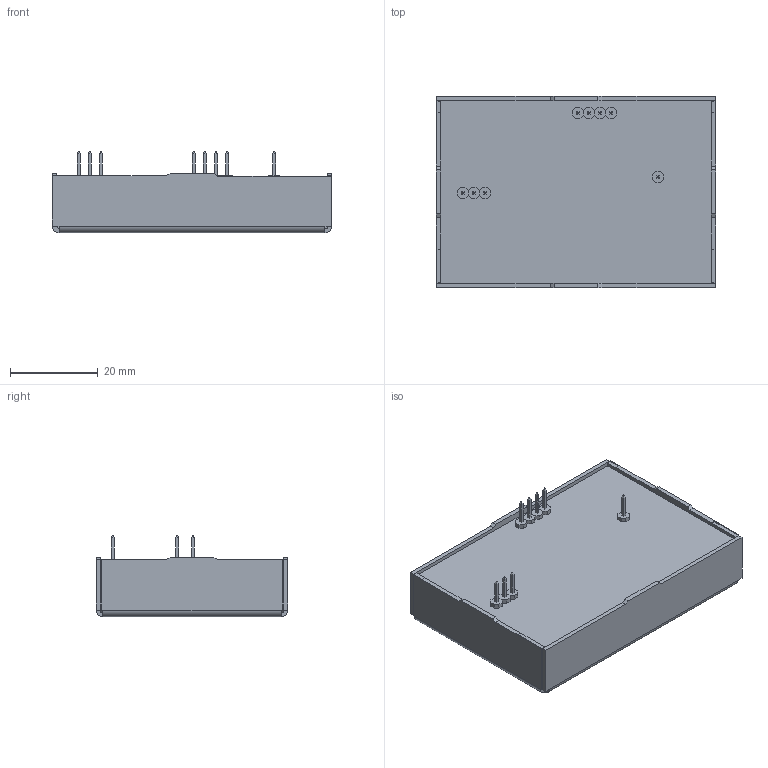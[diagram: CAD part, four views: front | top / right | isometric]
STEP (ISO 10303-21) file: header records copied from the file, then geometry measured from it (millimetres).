
FILE_DESCRIPTION(('FreeCAD Model'),'2;1');
FILE_NAME('Open CASCADE Shape Model','2025-10-02T09:42:12',(''),(''), 'Open CASCADE STEP processor 7.8','FreeCAD','Unknown');
FILE_SCHEMA(('AUTOMOTIVE_DESIGN { 1 0 10303 214 1 1 1 1 }'));
Length unit declared in the file: millimetre
Products named in the file (17): DA-SERIES; Tole_pliee; XZ-plane002; Potting; Connecteur_1; Pin_3; Pin_2; Pin_1; Connecteur_2; Pin_8; Connecteur_3; Pin_4; Pin_5; Pin_6; Pin_7; Tx_SDS_High_Voltage; Tx_DA_Series
Assembly tree (16 placements, depth 3):
  DA-SERIES
    Tole_pliee
    XZ-plane002
    Potting
    Connecteur_1
      Pin_3
      Pin_2
      Pin_1
    Connecteur_2
      Pin_8
    Connecteur_3
      Pin_4
      Pin_5
      Pin_6
      Pin_7
    Tx_SDS_High_Voltage
    Tx_DA_Series
Bounding box: 63.5 x 43.5 x 18.5 mm (x, y, z)
Volume: 33315.8 mm3; surface area: 18388.2 mm2
Topology: 10 solids, 34 shells, 261 faces, 1029 edges, 828 vertices
Faces by surface type: plane 220, bspline 32, cylinder 9
Entity records: 11237 total; most frequent: CARTESIAN_POINT 2941, ORIENTED_EDGE 1602, DIRECTION 1168, EDGE_CURVE 1029, VERTEX_POINT 828, LINE 640, VECTOR 640, B_SPLINE_CURVE_WITH_KNOTS 371
